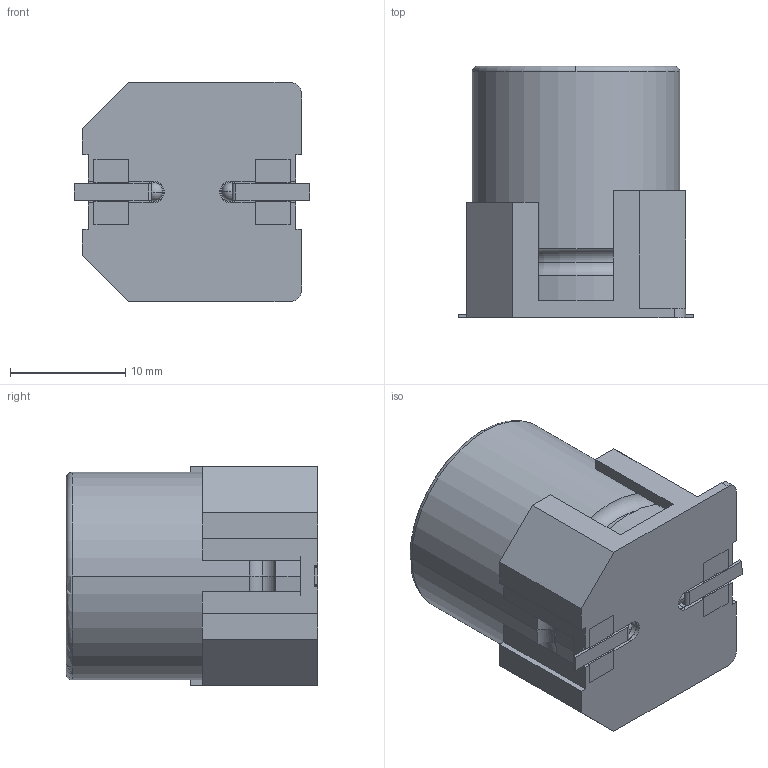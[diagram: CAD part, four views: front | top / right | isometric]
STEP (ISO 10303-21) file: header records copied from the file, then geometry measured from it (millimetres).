
FILE_DESCRIPTION (( 'STEP AP214' ), '1' );
FILE_NAME ('EEE-TP1K681V.STEP', '2023-05-11T10:23:41', ( '' ), ( '' ), 'SwSTEP 2.0', 'SolidWorks 2017', '' );
FILE_SCHEMA (( 'AUTOMOTIVE_DESIGN' ));
Length unit declared in the file: millimetre
Products named in the file (1): EEE-TP1K681V
Bounding box: 20.4 x 21.8 x 19 mm (x, y, z)
Volume: 6067 mm3; surface area: 3460.6 mm2
Topology: 6 solids, 6 shells, 147 faces, 394 edges, 256 vertices
Faces by surface type: plane 113, cylinder 22, sphere 6, torus 6
Entity records: 4855 total; most frequent: CARTESIAN_POINT 1029, ORIENTED_EDGE 780, DIRECTION 762, EDGE_CURVE 390, VECTOR 310, LINE 310, VERTEX_POINT 256, AXIS2_PLACEMENT_3D 226
